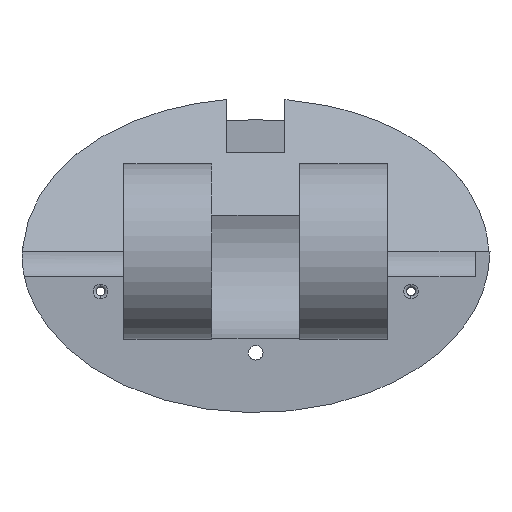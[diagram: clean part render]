
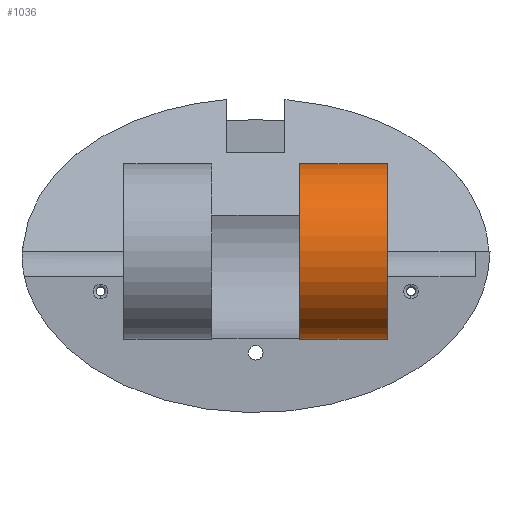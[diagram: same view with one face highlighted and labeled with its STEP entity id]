
A CAD part, front view. The second image highlights one B-rep face of the part: STEP entity #1036.
In plain terms, the highlighted cylindrical face has radius 3 mm (diameter 6 mm), a partial arc.
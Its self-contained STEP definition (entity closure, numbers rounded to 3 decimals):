
#17 = EDGE_LOOP ( 'NONE', ( #2248, #445, #2546, #2482 ) ) ;
#40 = CIRCLE ( 'NONE', #1575, 3. ) ;
#189 = CARTESIAN_POINT ( 'NONE',  ( 4.5, -14.81, 0.275 ) ) ;
#193 = DIRECTION ( 'NONE',  ( 0., 0., -1. ) ) ;
#239 = DIRECTION ( 'NONE',  ( 1., 0., 0. ) ) ;
#337 = VERTEX_POINT ( 'NONE', #1905 ) ;
#346 = CARTESIAN_POINT ( 'NONE',  ( 4.5, -14.81, -2.725 ) ) ;
#375 = EDGE_CURVE ( 'NONE', #2210, #889, #1960, .T. ) ;
#431 = DIRECTION ( 'NONE',  ( -1., 0., 0. ) ) ;
#445 = ORIENTED_EDGE ( 'NONE', *, *, #2101, .F. ) ;
#630 = FACE_OUTER_BOUND ( 'NONE', #17, .T. ) ;
#635 = CARTESIAN_POINT ( 'NONE',  ( 4.5, -14.81, 0.275 ) ) ;
#659 = VECTOR ( 'NONE', #1774, 1000. ) ;
#675 = CARTESIAN_POINT ( 'NONE',  ( 1.5, -14.81, -2.725 ) ) ;
#697 = AXIS2_PLACEMENT_3D ( 'NONE', #2009, #239, #2535 ) ;
#794 = EDGE_CURVE ( 'NONE', #2641, #889, #1931, .T. ) ;
#830 = DIRECTION ( 'NONE',  ( 0., 0., 1. ) ) ;
#889 = VERTEX_POINT ( 'NONE', #675 ) ;
#1036 = ADVANCED_FACE ( 'NONE', ( #630 ), #1243, .T. ) ;
#1074 = DIRECTION ( 'NONE',  ( -1., 0., 0. ) ) ;
#1134 = VECTOR ( 'NONE', #431, 1000. ) ;
#1243 = CYLINDRICAL_SURFACE ( 'NONE', #2477, 3. ) ;
#1249 = CARTESIAN_POINT ( 'NONE',  ( 4.5, -14.81, -2.725 ) ) ;
#1575 = AXIS2_PLACEMENT_3D ( 'NONE', #635, #2478, #193 ) ;
#1678 = CARTESIAN_POINT ( 'NONE',  ( 1.5, -14.81, 3.275 ) ) ;
#1774 = DIRECTION ( 'NONE',  ( -1., 0., 0. ) ) ;
#1905 = CARTESIAN_POINT ( 'NONE',  ( 4.5, -14.81, 3.275 ) ) ;
#1931 = LINE ( 'NONE', #1249, #1134 ) ;
#1950 = EDGE_CURVE ( 'NONE', #337, #2210, #2225, .T. ) ;
#1960 = CIRCLE ( 'NONE', #697, 3. ) ;
#2009 = CARTESIAN_POINT ( 'NONE',  ( 1.5, -14.81, 0.275 ) ) ;
#2101 = EDGE_CURVE ( 'NONE', #337, #2641, #40, .T. ) ;
#2210 = VERTEX_POINT ( 'NONE', #1678 ) ;
#2225 = LINE ( 'NONE', #2241, #659 ) ;
#2241 = CARTESIAN_POINT ( 'NONE',  ( 4.5, -14.81, 3.275 ) ) ;
#2248 = ORIENTED_EDGE ( 'NONE', *, *, #794, .F. ) ;
#2477 = AXIS2_PLACEMENT_3D ( 'NONE', #189, #1074, #830 ) ;
#2478 = DIRECTION ( 'NONE',  ( 1., 0., 0. ) ) ;
#2482 = ORIENTED_EDGE ( 'NONE', *, *, #375, .T. ) ;
#2535 = DIRECTION ( 'NONE',  ( 0., 0., -1. ) ) ;
#2546 = ORIENTED_EDGE ( 'NONE', *, *, #1950, .T. ) ;
#2641 = VERTEX_POINT ( 'NONE', #346 ) ;
